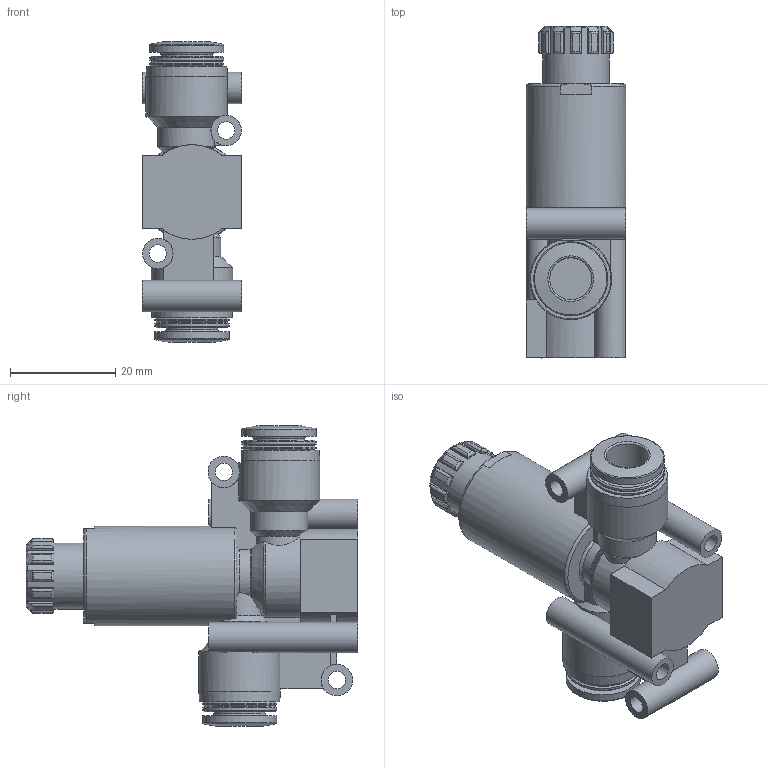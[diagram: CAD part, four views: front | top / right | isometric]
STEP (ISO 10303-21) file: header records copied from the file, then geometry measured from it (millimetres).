
FILE_DESCRIPTION(/* description */ ('STEP AP214'),/* implementation_level */ '2;1');
FILE_NAME(/* name */ '8086002_VRPA-C-Q8-E',/* time_stamp */ '2024-09-17T04:21:24+02:00',/* author */ ('License CC BY-ND 4.0'),/* organization */ ('CADENAS'),/* preprocessor_version */ 'ST-DEVELOPER v19.3',/* originating_system */ 'PARTsolutions',/* authorisation */ ' ');
FILE_SCHEMA (('AUTOMOTIVE_DESIGN {1 0 10303 214 3 1 1}'));
Length unit declared in the file: millimetre
Products named in the file (1): 8086002 VRPA-C-Q8-E---(0_high)
Bounding box: 19 x 63.1 x 57.19 mm (x, y, z)
Volume: 21537.7 mm3; surface area: 11061.7 mm2
Topology: 1 solids, 1 shells, 227 faces, 624 edges, 407 vertices
Faces by surface type: plane 91, cylinder 72, torus 40, cone 24
Full cylindrical faces by diameter (mm): 3.3 x4, 5.8 x2, 6 x2, 6.333 x1, 8 x2, 9.8 x2, 12.6 x1, 14.1 x6, 15.5 x2, 19 x1
Entity records: 8838 total; most frequent: CARTESIAN_POINT 1843, ORIENTED_EDGE 1142, DIRECTION 1044, EDGE_CURVE 571, AXIS2_PLACEMENT_3D 425, VERTEX_POINT 398, EDGE_LOOP 289, FACE_BOUND 289
